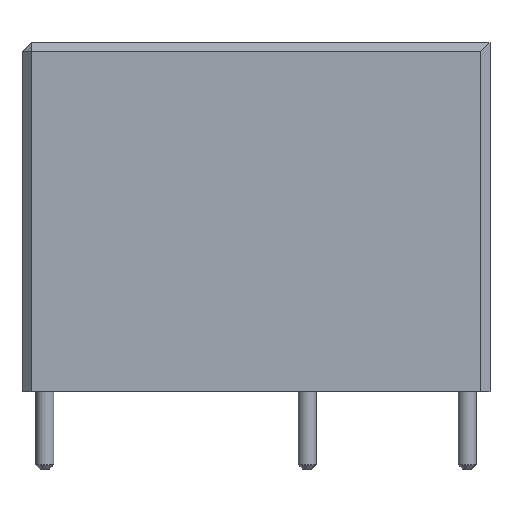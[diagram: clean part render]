
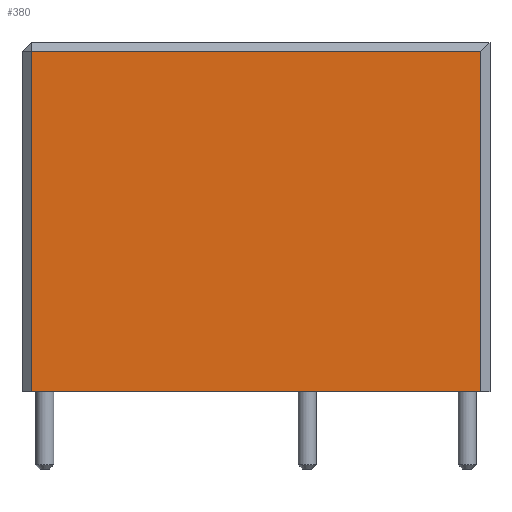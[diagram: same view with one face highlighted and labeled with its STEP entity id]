
A CAD part, front view. The second image highlights one B-rep face of the part: STEP entity #380.
In plain terms, the highlighted planar face has unit normal (0, -1, 0).
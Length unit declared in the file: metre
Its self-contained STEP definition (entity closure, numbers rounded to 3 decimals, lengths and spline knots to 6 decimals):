
#18=LINE('',#690,#49);
#19=LINE('',#693,#50);
#20=LINE('',#695,#51);
#21=LINE('',#697,#52);
#49=VECTOR('',#579,1.);
#50=VECTOR('',#580,1.);
#51=VECTOR('',#581,1.);
#52=VECTOR('',#582,1.);
#96=PLANE('',#486);
#141=ORIENTED_EDGE('',*,*,#215,.T.);
#142=ORIENTED_EDGE('',*,*,#216,.T.);
#143=ORIENTED_EDGE('',*,*,#217,.T.);
#144=ORIENTED_EDGE('',*,*,#218,.T.);
#215=EDGE_CURVE('',#258,#259,#18,.T.);
#216=EDGE_CURVE('',#259,#260,#19,.T.);
#217=EDGE_CURVE('',#260,#261,#20,.T.);
#218=EDGE_CURVE('',#261,#258,#21,.T.);
#258=VERTEX_POINT('',#691);
#259=VERTEX_POINT('',#692);
#260=VERTEX_POINT('',#694);
#261=VERTEX_POINT('',#696);
#306=EDGE_LOOP('',(#141,#142,#143,#144));
#345=FACE_BOUND('',#306,.T.);
#380=ADVANCED_FACE('',(#345),#96,.F.);
#486=AXIS2_PLACEMENT_3D('',#689,#577,#578);
#577=DIRECTION('',(0.,1.,0.));
#578=DIRECTION('',(0.,0.,1.));
#579=DIRECTION('',(1.,0.,0.));
#580=DIRECTION('',(0.,0.,1.));
#581=DIRECTION('',(-1.,0.,0.));
#582=DIRECTION('',(0.,0.,-1.));
#689=CARTESIAN_POINT('',(0.00925,-0.00585,0.0153));
#690=CARTESIAN_POINT('',(0.00925,-0.00585,0.));
#691=CARTESIAN_POINT('',(-0.0006,-0.00585,0.));
#692=CARTESIAN_POINT('',(0.0191,-0.00585,0.));
#693=CARTESIAN_POINT('',(0.0191,-0.00585,0.0153));
#694=CARTESIAN_POINT('',(0.0191,-0.00585,0.0149));
#695=CARTESIAN_POINT('',(-0.001,-0.00585,0.0149));
#696=CARTESIAN_POINT('',(-0.0006,-0.00585,0.0149));
#697=CARTESIAN_POINT('',(-0.0006,-0.00585,0.0153));
